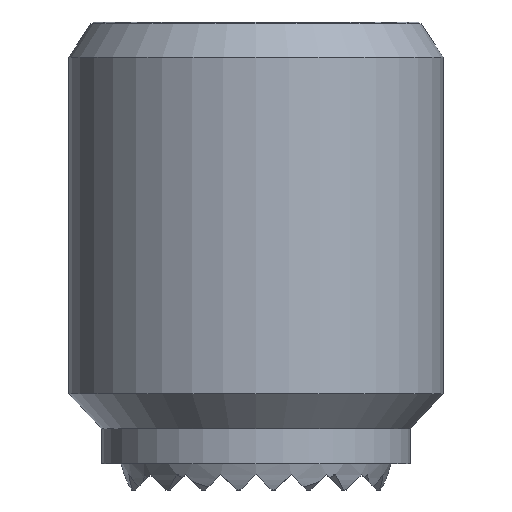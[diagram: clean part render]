
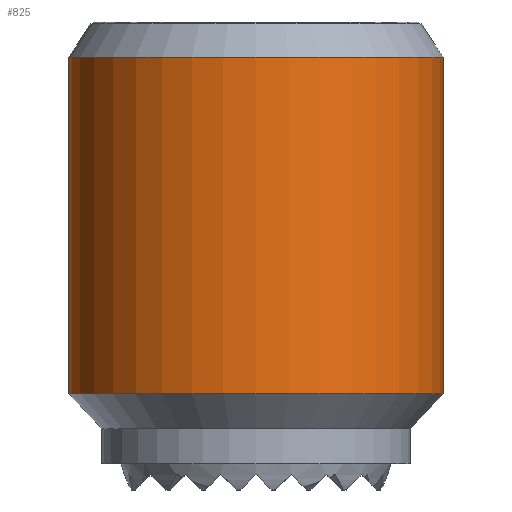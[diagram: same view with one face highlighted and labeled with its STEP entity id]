
A CAD part, front view. The second image highlights one B-rep face of the part: STEP entity #825.
In plain terms, the highlighted cylindrical face has radius 8 mm (diameter 16 mm), a partial arc.
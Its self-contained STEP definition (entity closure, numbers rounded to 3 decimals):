
#825=ADVANCED_FACE('',(#1653),#1654,.T.);
#1653=FACE_OUTER_BOUND('',#2490,.T.);
#1654=CYLINDRICAL_SURFACE('',#2491,8.0);
#2490=EDGE_LOOP('',(#4645,#4646,#4647,#4648));
#2491=AXIS2_PLACEMENT_3D('',#4649,#4650,#4651);
#4645=ORIENTED_EDGE('',*,*,#5585,.F.);
#4646=ORIENTED_EDGE('',*,*,#5583,.T.);
#4647=ORIENTED_EDGE('',*,*,#5586,.F.);
#4648=ORIENTED_EDGE('',*,*,#5587,.F.);
#4649=CARTESIAN_POINT('',(0.0,0.,-1.192));
#4650=DIRECTION('',(0.0,0.0,1.0));
#4651=DIRECTION('',(-1.0,0.,0.0));
#5583=EDGE_CURVE('',#6715,#6717,#6719,.T.);
#5585=EDGE_CURVE('',#6715,#6721,#6722,.T.);
#5586=EDGE_CURVE('',#6723,#6717,#6724,.T.);
#5587=EDGE_CURVE('',#6721,#6723,#6725,.T.);
#6715=VERTEX_POINT('',#8322);
#6717=VERTEX_POINT('',#8325);
#6719=CIRCLE('',#8328,8.0);
#6721=VERTEX_POINT('',#8330);
#6722=LINE('',#8331,#8332);
#6723=VERTEX_POINT('',#8333);
#6724=LINE('',#8334,#8335);
#6725=CIRCLE('',#8336,8.0);
#8322=CARTESIAN_POINT('',(-8.0,0.,-15.884));
#8325=CARTESIAN_POINT('',(8.0,0.,-15.884));
#8328=AXIS2_PLACEMENT_3D('',#9169,#9170,#9171);
#8330=CARTESIAN_POINT('',(-8.0,0.,-1.5));
#8331=CARTESIAN_POINT('',(-8.0,0.,-8.692));
#8332=VECTOR('',#9172,1.0);
#8333=CARTESIAN_POINT('',(8.0,0.,-1.5));
#8334=CARTESIAN_POINT('',(8.0,0.,-8.692));
#8335=VECTOR('',#9173,1.0);
#8336=AXIS2_PLACEMENT_3D('',#9174,#9175,#9176);
#9169=CARTESIAN_POINT('',(0.0,0.,-15.884));
#9170=DIRECTION('',(0.0,0.0,1.0));
#9171=DIRECTION('',(-1.0,0.,0.0));
#9172=DIRECTION('',(0.0,0.0,1.0));
#9173=DIRECTION('',(-0.0,-0.0,-1.0));
#9174=CARTESIAN_POINT('',(0.0,0.,-1.5));
#9175=DIRECTION('',(0.0,0.0,1.0));
#9176=DIRECTION('',(-1.0,0.,0.0));
